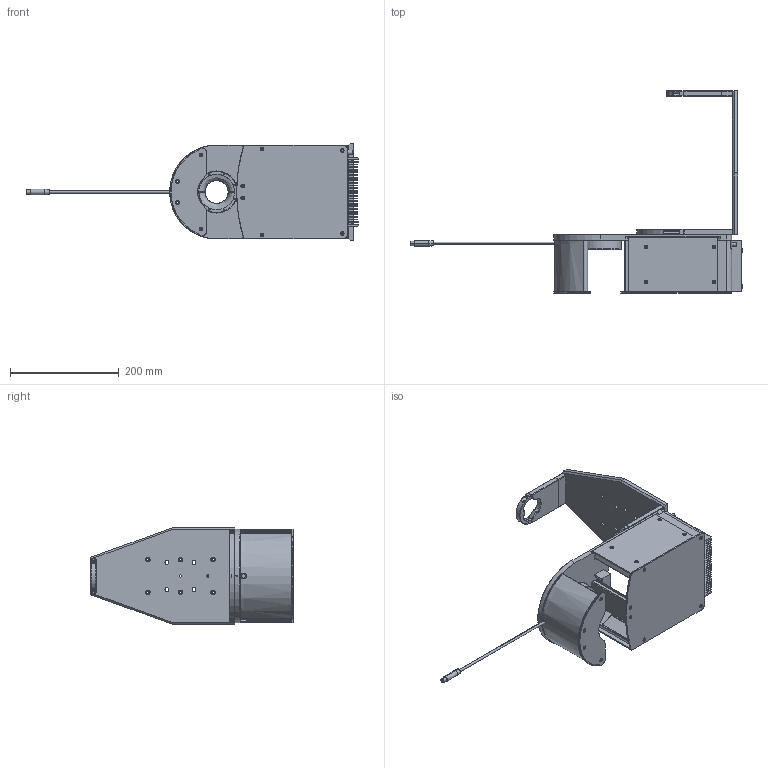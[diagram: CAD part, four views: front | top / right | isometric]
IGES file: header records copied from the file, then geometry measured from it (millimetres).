
Start section: SolidWorks IGES file using analytic representation for surfaces
Global section: file name: DP30033_TCCAGE2MHR096HP-C.igs; native system: SolidWorks 2020; preprocessor: SolidWorks 2020; author: andreava; date: 200626.121748; units: millimetre
Bounding box: 611.73 x 372.5 x 179 mm (x, y, z)
Surface area: 597055.9 mm2 (no closed solid volume)
Topology: 0 solids, 0 shells, 765 faces, 13027 edges, 13018 vertices
Faces by surface type: bspline 466, revolution 299
